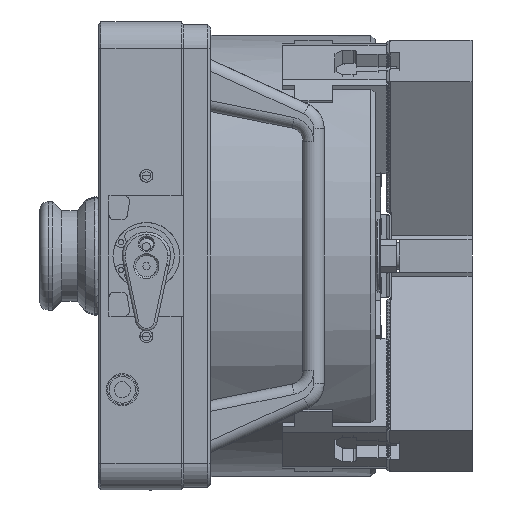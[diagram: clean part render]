
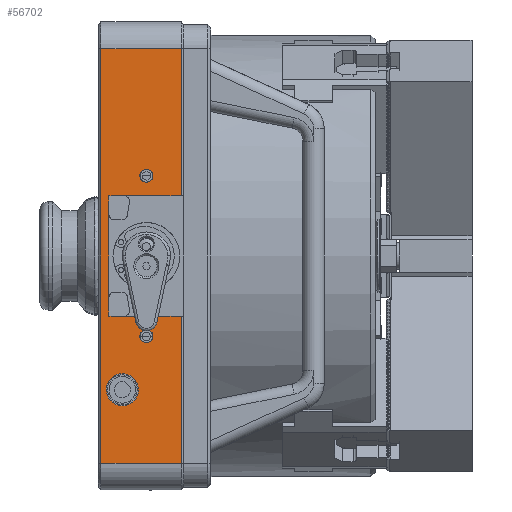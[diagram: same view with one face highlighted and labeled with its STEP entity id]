
A CAD part, front view. The second image highlights one B-rep face of the part: STEP entity #56702.
In plain terms, the highlighted planar face has unit normal (0, -1, 0).
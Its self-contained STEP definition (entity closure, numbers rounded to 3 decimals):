
#877=LINE('',#80422,#7534);
#878=LINE('',#80426,#7535);
#889=LINE('',#80453,#7546);
#906=LINE('',#80591,#7563);
#907=LINE('',#80593,#7564);
#908=LINE('',#80595,#7565);
#909=LINE('',#80597,#7566);
#910=LINE('',#80599,#7567);
#911=LINE('',#80601,#7568);
#912=LINE('',#80603,#7569);
#913=LINE('',#80604,#7570);
#914=LINE('',#80605,#7571);
#7534=VECTOR('',#65479,10.);
#7535=VECTOR('',#65484,10.);
#7546=VECTOR('',#65513,10.);
#7563=VECTOR('',#65680,10.);
#7564=VECTOR('',#65681,10.);
#7565=VECTOR('',#65682,10.);
#7566=VECTOR('',#65683,10.);
#7567=VECTOR('',#65684,10.);
#7568=VECTOR('',#65685,10.);
#7569=VECTOR('',#65686,10.);
#7570=VECTOR('',#65687,10.);
#7571=VECTOR('',#65688,10.);
#14055=FACE_BOUND('',#18450,.T.);
#14056=FACE_BOUND('',#18451,.T.);
#14057=FACE_BOUND('',#18452,.T.);
#15444=FACE_OUTER_BOUND('',#18449,.T.);
#18449=EDGE_LOOP('',(#37469,#37470,#37471,#37472,#37473,#37474,#37475,#37476,
#37477,#37478,#37479,#37480));
#18450=EDGE_LOOP('',(#37481,#37482));
#18451=EDGE_LOOP('',(#37483));
#18452=EDGE_LOOP('',(#37484));
#21124=CIRCLE('',#59696,2.459);
#21127=CIRCLE('',#59705,2.459);
#21144=CIRCLE('',#59754,6.);
#21145=CIRCLE('',#59755,6.);
#22666=VERTEX_POINT('',#79984);
#22671=VERTEX_POINT('',#80003);
#22698=VERTEX_POINT('',#80104);
#22699=VERTEX_POINT('',#80105);
#22790=VERTEX_POINT('',#80395);
#22792=VERTEX_POINT('',#80402);
#22794=VERTEX_POINT('',#80420);
#22795=VERTEX_POINT('',#80424);
#22847=VERTEX_POINT('',#80589);
#22848=VERTEX_POINT('',#80590);
#22849=VERTEX_POINT('',#80592);
#22850=VERTEX_POINT('',#80594);
#22851=VERTEX_POINT('',#80596);
#22852=VERTEX_POINT('',#80598);
#22853=VERTEX_POINT('',#80600);
#22854=VERTEX_POINT('',#80602);
#28121=EDGE_CURVE('',#22666,#22666,#21124,.T.);
#28129=EDGE_CURVE('',#22671,#22671,#21127,.T.);
#28171=EDGE_CURVE('',#22698,#22699,#21144,.T.);
#28172=EDGE_CURVE('',#22699,#22698,#21145,.T.);
#28303=EDGE_CURVE('',#22790,#22794,#877,.T.);
#28305=EDGE_CURVE('',#22795,#22792,#878,.T.);
#28319=EDGE_CURVE('',#22794,#22795,#889,.T.);
#28375=EDGE_CURVE('',#22847,#22848,#906,.T.);
#28376=EDGE_CURVE('',#22848,#22849,#907,.T.);
#28377=EDGE_CURVE('',#22849,#22850,#908,.T.);
#28378=EDGE_CURVE('',#22850,#22851,#909,.T.);
#28379=EDGE_CURVE('',#22851,#22852,#910,.T.);
#28380=EDGE_CURVE('',#22852,#22853,#911,.T.);
#28381=EDGE_CURVE('',#22853,#22854,#912,.T.);
#28382=EDGE_CURVE('',#22792,#22854,#913,.T.);
#28383=EDGE_CURVE('',#22847,#22790,#914,.T.);
#37469=ORIENTED_EDGE('',*,*,#28375,.T.);
#37470=ORIENTED_EDGE('',*,*,#28376,.T.);
#37471=ORIENTED_EDGE('',*,*,#28377,.T.);
#37472=ORIENTED_EDGE('',*,*,#28378,.T.);
#37473=ORIENTED_EDGE('',*,*,#28379,.T.);
#37474=ORIENTED_EDGE('',*,*,#28380,.T.);
#37475=ORIENTED_EDGE('',*,*,#28381,.T.);
#37476=ORIENTED_EDGE('',*,*,#28382,.F.);
#37477=ORIENTED_EDGE('',*,*,#28305,.F.);
#37478=ORIENTED_EDGE('',*,*,#28319,.F.);
#37479=ORIENTED_EDGE('',*,*,#28303,.F.);
#37480=ORIENTED_EDGE('',*,*,#28383,.F.);
#37481=ORIENTED_EDGE('',*,*,#28171,.T.);
#37482=ORIENTED_EDGE('',*,*,#28172,.T.);
#37483=ORIENTED_EDGE('',*,*,#28121,.T.);
#37484=ORIENTED_EDGE('',*,*,#28129,.T.);
#51674=PLANE('',#59980);
#56702=ADVANCED_FACE('',(#15444,#14055,#14056,#14057),#51674,.T.);
#59696=AXIS2_PLACEMENT_3D('',#79985,#64995,#64996);
#59705=AXIS2_PLACEMENT_3D('',#80004,#65018,#65019);
#59754=AXIS2_PLACEMENT_3D('',#80106,#65141,#65142);
#59755=AXIS2_PLACEMENT_3D('',#80107,#65143,#65144);
#59980=AXIS2_PLACEMENT_3D('',#80588,#65678,#65679);
#64995=DIRECTION('center_axis',(0.,1.,0.));
#64996=DIRECTION('ref_axis',(0.,0.,-1.));
#65018=DIRECTION('center_axis',(0.,1.,0.));
#65019=DIRECTION('ref_axis',(0.,0.,-1.));
#65141=DIRECTION('center_axis',(0.,1.,0.));
#65142=DIRECTION('ref_axis',(0.,0.,-1.));
#65143=DIRECTION('center_axis',(0.,1.,0.));
#65144=DIRECTION('ref_axis',(0.,0.,-1.));
#65479=DIRECTION('',(-1.,0.,0.));
#65484=DIRECTION('',(1.,0.,0.));
#65513=DIRECTION('',(0.,0.,1.));
#65678=DIRECTION('center_axis',(0.,-1.,0.));
#65679=DIRECTION('ref_axis',(0.,0.,-1.));
#65680=DIRECTION('',(-1.,0.,0.));
#65681=DIRECTION('',(-1.,0.,0.));
#65682=DIRECTION('',(0.,0.,1.));
#65683=DIRECTION('',(0.,0.,1.));
#65684=DIRECTION('',(0.,0.,1.));
#65685=DIRECTION('',(1.,0.,0.));
#65686=DIRECTION('',(1.,0.,0.));
#65687=DIRECTION('',(0.,0.,-1.));
#65688=DIRECTION('',(0.,0.,-1.));
#79984=CARTESIAN_POINT('',(9.5,-187.5,-32.459));
#79985=CARTESIAN_POINT('Origin',(9.5,-187.5,-30.));
#80003=CARTESIAN_POINT('',(9.5,-187.5,27.541));
#80004=CARTESIAN_POINT('Origin',(9.5,-187.5,30.));
#80104=CARTESIAN_POINT('',(0.5,-187.5,-56.));
#80105=CARTESIAN_POINT('',(0.983,-187.5,-44.019));
#80106=CARTESIAN_POINT('Origin',(0.5,-187.5,-50.));
#80107=CARTESIAN_POINT('Origin',(0.5,-187.5,-50.));
#80395=CARTESIAN_POINT('',(22.5,-187.5,-77.5));
#80402=CARTESIAN_POINT('',(22.5,-187.5,77.5));
#80420=CARTESIAN_POINT('',(-7.5,-187.5,-77.5));
#80422=CARTESIAN_POINT('',(-8.5,-187.5,-77.5));
#80424=CARTESIAN_POINT('',(-7.5,-187.5,77.5));
#80426=CARTESIAN_POINT('',(-8.5,-187.5,77.5));
#80453=CARTESIAN_POINT('',(-7.5,-187.5,43.75));
#80588=CARTESIAN_POINT('Origin',(-8.5,-187.5,87.5));
#80589=CARTESIAN_POINT('',(22.5,-187.5,-22.5));
#80590=CARTESIAN_POINT('',(1.196,-187.5,-22.5));
#80591=CARTESIAN_POINT('',(7.5,-187.5,-22.5));
#80592=CARTESIAN_POINT('',(-4.5,-187.5,-22.5));
#80593=CARTESIAN_POINT('',(7.5,-187.5,-22.5));
#80594=CARTESIAN_POINT('',(-4.5,-187.5,-15.5));
#80595=CARTESIAN_POINT('',(-4.5,-187.5,43.75));
#80596=CARTESIAN_POINT('',(-4.5,-187.5,15.5));
#80597=CARTESIAN_POINT('',(-4.5,-187.5,43.75));
#80598=CARTESIAN_POINT('',(-4.5,-187.5,22.5));
#80599=CARTESIAN_POINT('',(-4.5,-187.5,43.75));
#80600=CARTESIAN_POINT('',(1.196,-187.5,22.5));
#80601=CARTESIAN_POINT('',(7.5,-187.5,22.5));
#80602=CARTESIAN_POINT('',(22.5,-187.5,22.5));
#80603=CARTESIAN_POINT('',(7.5,-187.5,22.5));
#80604=CARTESIAN_POINT('',(22.5,-187.5,43.75));
#80605=CARTESIAN_POINT('',(22.5,-187.5,43.75));
